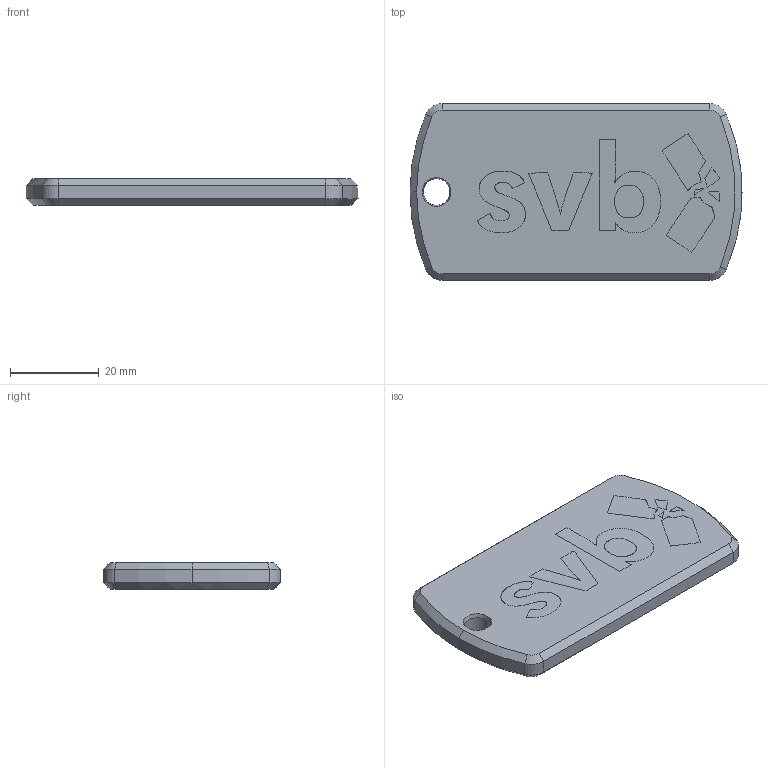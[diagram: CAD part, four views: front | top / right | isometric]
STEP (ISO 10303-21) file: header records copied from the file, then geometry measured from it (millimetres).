
FILE_DESCRIPTION (( 'STEP AP214' ), '1' );
FILE_NAME ('keychain.STEP', '2023-10-12T05:43:40', ( '' ), ( '' ), 'SwSTEP 2.0', 'SolidWorks 2022', '' );
FILE_SCHEMA (( 'AUTOMOTIVE_DESIGN' ));
Length unit declared in the file: millimetre
Products named in the file (1): keychain
Bounding box: 75 x 40 x 6 mm (x, y, z)
Volume: 16579.8 mm3; surface area: 9166.5 mm2
Topology: 17 solids, 17 shells, 1508 faces, 4367 edges, 2907 vertices
Faces by surface type: cylinder 1025, plane 465, cone 18
Entity records: 50777 total; most frequent: DIRECTION 9421, CARTESIAN_POINT 8819, ORIENTED_EDGE 8724, EDGE_CURVE 4362, AXIS2_PLACEMENT_3D 3564, VERTEX_POINT 2906, VECTOR 2293, LINE 2293
